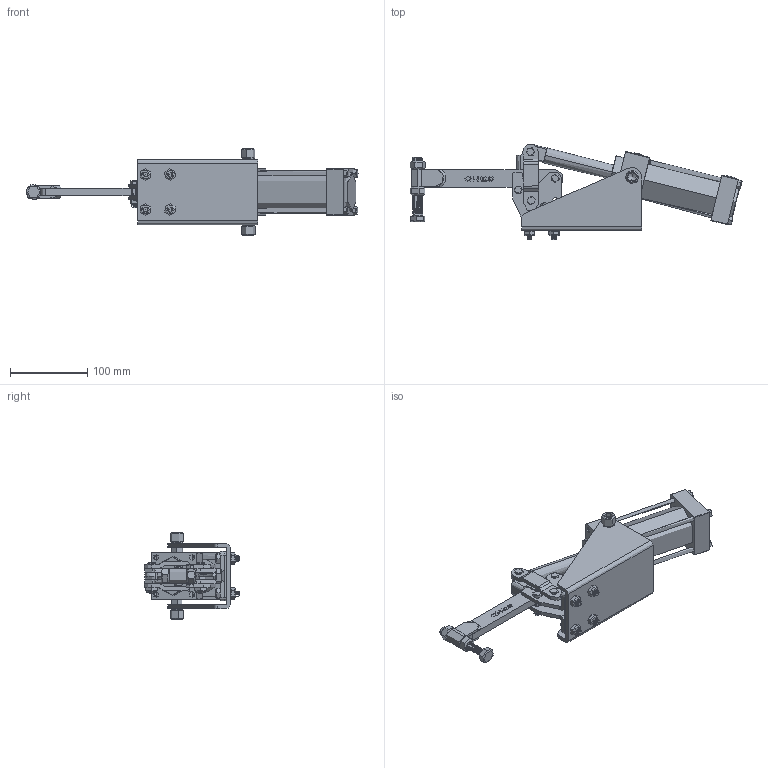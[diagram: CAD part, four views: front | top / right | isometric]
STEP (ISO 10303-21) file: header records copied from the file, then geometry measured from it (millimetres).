
FILE_DESCRIPTION (( 'STEP AP203' ), '1' );
FILE_NAME ('CH-10249-A.STEP', '2024-04-22T11:11:39', ( 'User' ), ( 'china' ), 'SwSTEP 2.0', 'SolidWorks 2018', '' );
FILE_SCHEMA (( 'CONFIG_CONTROL_DESIGN' ));
Length unit declared in the file: millimetre
Products named in the file (65): Air cylinder-3; Air cylinder-2; CH-SA-12300; M8-1; CH-10247-09; M8; 20Rivet; CH-10247-A-01; CH-10247-07; CH-10249-A SOLID BAR; 3~8Nut; CH-12147-01; CH-10247-08; CH-10249-A SOLID BAR_默认<按加工>; G18黑; 12300Nut; M6-30; C-10247-A-05; CH-10247-A-03; M6; M12; CH-10249-A; Air cylinder-1; 10247-05; CH-10247-A-04
Assembly tree (64 placements, depth 2):
  CH-10247-07
  CH-10249-A SOLID BAR
  20Rivet
  CH-10247-07
  CH-10247-08
Bounding box: 428.7 x 123.44 x 112 mm (x, y, z)
Volume: 769273.9 mm3; surface area: 240095.6 mm2
Topology: 45 solids, 45 shells, 2221 faces, 6049 edges, 4006 vertices
Faces by surface type: cylinder 1226, plane 535, bspline 231, cone 189, torus 38, sphere 2
Entity records: 97448 total; most frequent: CARTESIAN_POINT 55527, ORIENTED_EDGE 8542, DIRECTION 5958, EDGE_CURVE 4271, VERTEX_POINT 2815, AXIS2_PLACEMENT_3D 2045, VECTOR 1868, LINE 1868
